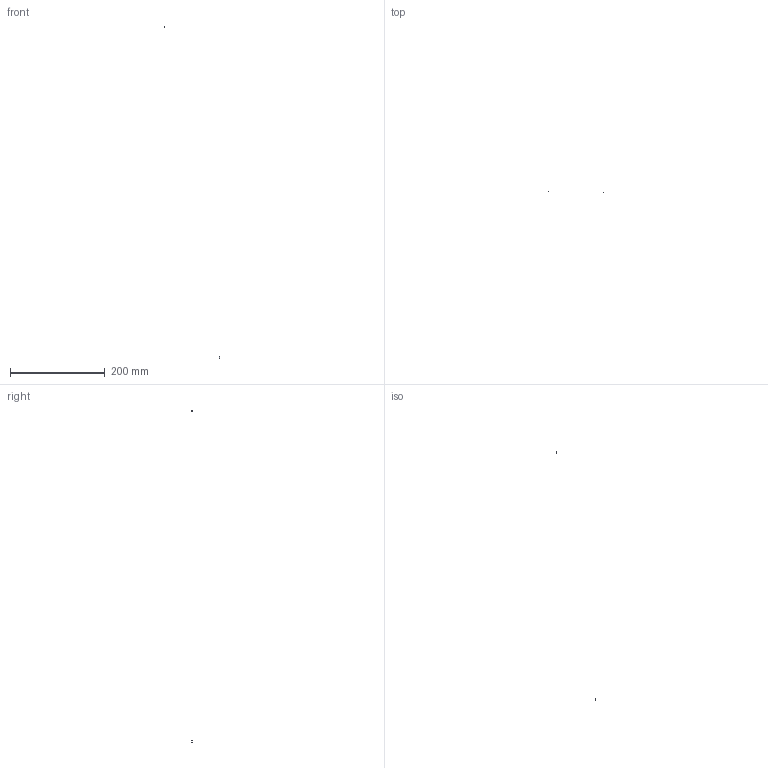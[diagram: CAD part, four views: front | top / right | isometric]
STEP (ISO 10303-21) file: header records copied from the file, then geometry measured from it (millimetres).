
FILE_DESCRIPTION( (''), '2;1');
FILE_NAME ('TF0315-01M-002@WN73_2B.stp','2024-04-19T10:51:11',(''),(''),'spGate 18.9.5 (****-****-****-****)','','');
FILE_SCHEMA (('AUTOMOTIVE_DESIGN'));
Length unit declared in the file: millimetre
Products named in the file (3): Assembly; TF0315-01M-002@WN73_2B-prt0; TF0315-01M-002@WN73_2B-prt1
Assembly tree (2 placements, depth 2):
  Assembly
    TF0315-01M-002@WN73_2B-prt0
    TF0315-01M-002@WN73_2B-prt1
Bounding box: 117.83 x 0.45 x 700.68 mm (x, y, z)
Volume: 4.1 mm3; surface area: 27.8 mm2
Topology: 2 solids, 2 shells, 29 faces, 67 edges, 42 vertices
Faces by surface type: plane 18, cylinder 11
Entity records: 1440 total; most frequent: CARTESIAN_POINT 160, DIRECTION 135, ORIENTED_EDGE 134, COLOUR_RGB 98, PRESENTATION_STYLE_ASSIGNMENT 98, STYLED_ITEM 98, EDGE_CURVE 67, DRAUGHTING_PRE_DEFINED_CURVE_FONT 67
